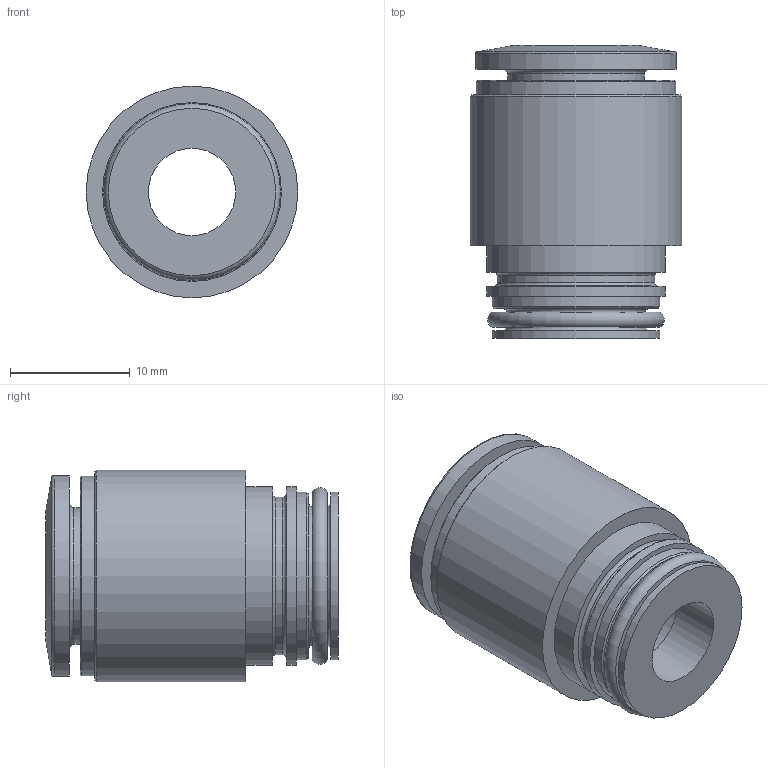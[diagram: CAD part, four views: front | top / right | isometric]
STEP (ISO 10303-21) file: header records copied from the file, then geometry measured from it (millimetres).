
FILE_DESCRIPTION(/* description */ ('STEP AP214'),/* implementation_level */ '2;1');
FILE_NAME(/* name */ '132650_QSPKG18-10',/* time_stamp */ '2024-09-14T14:30:03+02:00',/* author */ ('License CC BY-ND 4.0'),/* organization */ ('CADENAS'),/* preprocessor_version */ 'ST-DEVELOPER v19.3',/* originating_system */ 'PARTsolutions',/* authorisation */ ' ');
FILE_SCHEMA (('AUTOMOTIVE_DESIGN {1 0 10303 214 3 1 1}'));
Length unit declared in the file: millimetre
Products named in the file (1): 132650 QSPKG18-10
Bounding box: 17.7 x 24.5 x 17.7 mm (x, y, z)
Volume: 3330.2 mm3; surface area: 2876.7 mm2
Topology: 1 solids, 1 shells, 41 faces, 70 edges, 42 vertices
Faces by surface type: cylinder 13, plane 13, torus 11, cone 4
Full cylindrical faces by diameter (mm): 7.3 x1, 10 x1, 11.4 x1, 11.6 x2, 13.15 x1, 14 x2, 14.95 x2, 16.7 x1, 16.8 x1, 17.7 x1
Entity records: 1140 total; most frequent: DIRECTION 166, CARTESIAN_POINT 124, AXIS2_PLACEMENT_3D 83, ORIENTED_EDGE 82, EDGE_LOOP 82, FACE_BOUND 82, EDGE_CURVE 41, VERTEX_POINT 41
